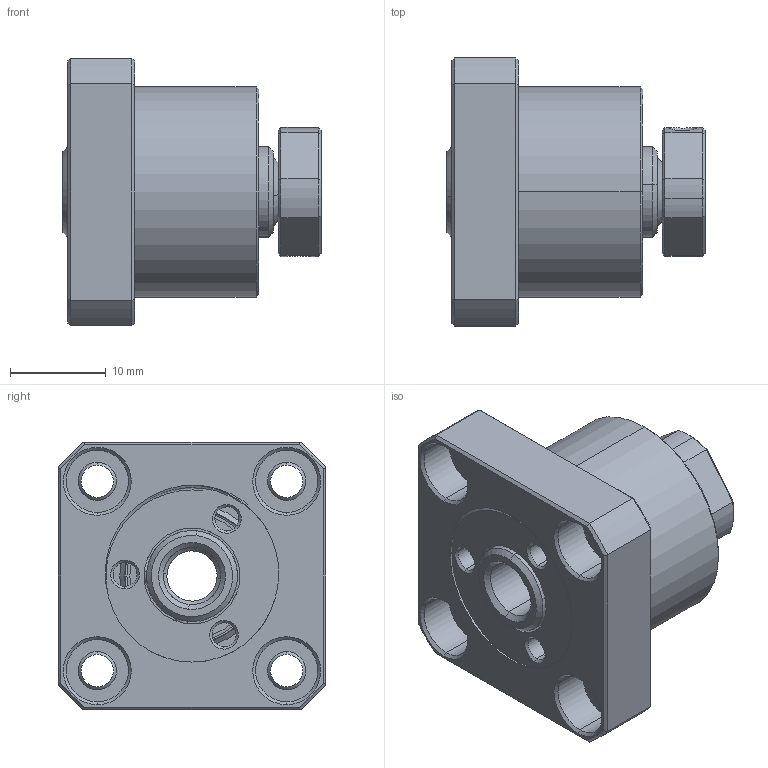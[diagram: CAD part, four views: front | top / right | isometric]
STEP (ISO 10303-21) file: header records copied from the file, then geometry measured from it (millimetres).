
FILE_DESCRIPTION(/* description */ ('Alibre Inc.'),/* implementation_level */ '2;1');
FILE_NAME(/* name */ 'export-323851BD-0CDD-494F-87C4-A675A4C75928',/* time_stamp */ '2024-05-16T11:42:39+02:00',/* author */ (''),/* organization */ (''),/* preprocessor_version */ 'ST-DEVELOPER v17',/* originating_system */ 'Alibre',/* authorisation */ '');
FILE_SCHEMA (('AUTOMOTIVE_DESIGN'));
Length unit declared in the file: millimetre
Products named in the file (1): FK06²Õ¦X¥óB
Bounding box: 27 x 28 x 28 mm (x, y, z)
Surface area: 5595.8 mm2 (no closed solid volume)
Topology: 0 solids, 6 shells, 175 faces, 420 edges, 256 vertices
Faces by surface type: cylinder 68, cone 57, plane 38, bspline 6, torus 6
Entity records: 6083 total; most frequent: CARTESIAN_POINT 2115, DIRECTION 825, ORIENTED_EDGE 774, EDGE_CURVE 418, AXIS2_PLACEMENT_3D 360, VERTEX_POINT 255, EDGE_LOOP 202, FACE_BOUND 202
